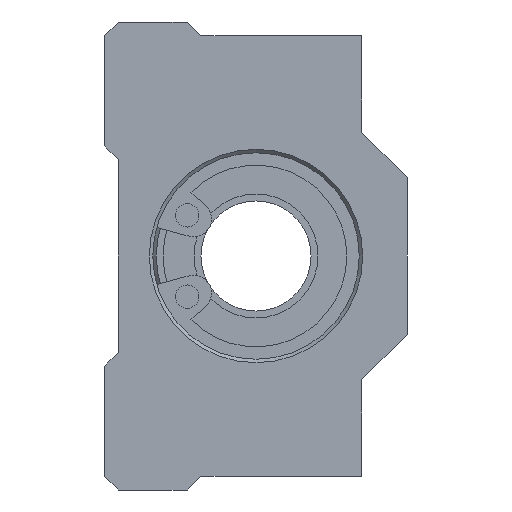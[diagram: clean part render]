
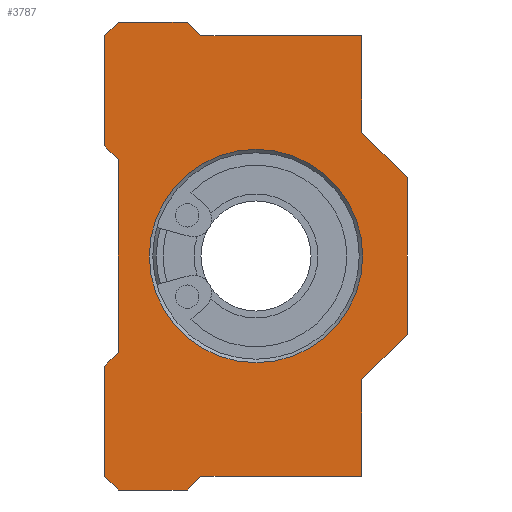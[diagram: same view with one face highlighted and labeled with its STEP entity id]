
A CAD part, left-side view. The second image highlights one B-rep face of the part: STEP entity #3787.
In plain terms, the highlighted planar face has unit normal (-1, 0, 0).
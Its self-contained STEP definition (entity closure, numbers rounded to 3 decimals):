
#283=FACE_BOUND('',#898,.T.);
#323=PLANE('',#4144);
#670=FACE_OUTER_BOUND('',#897,.T.);
#897=EDGE_LOOP('',(#3422,#3423,#3424,#3425,#3426,#3427,#3428,#3429,#3430,
#3431,#3432,#3433,#3434,#3435,#3436,#3437,#3438,#3439));
#898=EDGE_LOOP('',(#3440));
#1106=LINE('',#12758,#1331);
#1107=LINE('',#12760,#1332);
#1108=LINE('',#12762,#1333);
#1109=LINE('',#12764,#1334);
#1110=LINE('',#12766,#1335);
#1111=LINE('',#12768,#1336);
#1112=LINE('',#12770,#1337);
#1113=LINE('',#12772,#1338);
#1114=LINE('',#12774,#1339);
#1115=LINE('',#12776,#1340);
#1116=LINE('',#12778,#1341);
#1117=LINE('',#12780,#1342);
#1118=LINE('',#12782,#1343);
#1119=LINE('',#12784,#1344);
#1120=LINE('',#12786,#1345);
#1121=LINE('',#12788,#1346);
#1122=LINE('',#12790,#1347);
#1123=LINE('',#12791,#1348);
#1331=VECTOR('',#4940,10.);
#1332=VECTOR('',#4941,10.);
#1333=VECTOR('',#4942,10.);
#1334=VECTOR('',#4943,10.);
#1335=VECTOR('',#4944,10.);
#1336=VECTOR('',#4945,10.);
#1337=VECTOR('',#4946,10.);
#1338=VECTOR('',#4947,10.);
#1339=VECTOR('',#4948,10.);
#1340=VECTOR('',#4949,10.);
#1341=VECTOR('',#4950,10.);
#1342=VECTOR('',#4951,10.);
#1343=VECTOR('',#4952,10.);
#1344=VECTOR('',#4953,10.);
#1345=VECTOR('',#4954,10.);
#1346=VECTOR('',#4955,10.);
#1347=VECTOR('',#4956,10.);
#1348=VECTOR('',#4957,10.);
#1501=CIRCLE('',#4140,7.75);
#1843=VERTEX_POINT('',#12746);
#1846=VERTEX_POINT('',#12756);
#1847=VERTEX_POINT('',#12757);
#1848=VERTEX_POINT('',#12759);
#1849=VERTEX_POINT('',#12761);
#1850=VERTEX_POINT('',#12763);
#1851=VERTEX_POINT('',#12765);
#1852=VERTEX_POINT('',#12767);
#1853=VERTEX_POINT('',#12769);
#1854=VERTEX_POINT('',#12771);
#1855=VERTEX_POINT('',#12773);
#1856=VERTEX_POINT('',#12775);
#1857=VERTEX_POINT('',#12777);
#1858=VERTEX_POINT('',#12779);
#1859=VERTEX_POINT('',#12781);
#1860=VERTEX_POINT('',#12783);
#1861=VERTEX_POINT('',#12785);
#1862=VERTEX_POINT('',#12787);
#1863=VERTEX_POINT('',#12789);
#2386=EDGE_CURVE('',#1843,#1843,#1501,.T.);
#2390=EDGE_CURVE('',#1846,#1847,#1106,.T.);
#2391=EDGE_CURVE('',#1847,#1848,#1107,.T.);
#2392=EDGE_CURVE('',#1848,#1849,#1108,.T.);
#2393=EDGE_CURVE('',#1849,#1850,#1109,.T.);
#2394=EDGE_CURVE('',#1850,#1851,#1110,.T.);
#2395=EDGE_CURVE('',#1851,#1852,#1111,.T.);
#2396=EDGE_CURVE('',#1852,#1853,#1112,.T.);
#2397=EDGE_CURVE('',#1853,#1854,#1113,.T.);
#2398=EDGE_CURVE('',#1854,#1855,#1114,.T.);
#2399=EDGE_CURVE('',#1855,#1856,#1115,.T.);
#2400=EDGE_CURVE('',#1856,#1857,#1116,.T.);
#2401=EDGE_CURVE('',#1857,#1858,#1117,.T.);
#2402=EDGE_CURVE('',#1858,#1859,#1118,.T.);
#2403=EDGE_CURVE('',#1859,#1860,#1119,.T.);
#2404=EDGE_CURVE('',#1860,#1861,#1120,.T.);
#2405=EDGE_CURVE('',#1861,#1862,#1121,.T.);
#2406=EDGE_CURVE('',#1862,#1863,#1122,.T.);
#2407=EDGE_CURVE('',#1863,#1846,#1123,.T.);
#3422=ORIENTED_EDGE('',*,*,#2390,.T.);
#3423=ORIENTED_EDGE('',*,*,#2391,.T.);
#3424=ORIENTED_EDGE('',*,*,#2392,.T.);
#3425=ORIENTED_EDGE('',*,*,#2393,.T.);
#3426=ORIENTED_EDGE('',*,*,#2394,.T.);
#3427=ORIENTED_EDGE('',*,*,#2395,.T.);
#3428=ORIENTED_EDGE('',*,*,#2396,.T.);
#3429=ORIENTED_EDGE('',*,*,#2397,.T.);
#3430=ORIENTED_EDGE('',*,*,#2398,.T.);
#3431=ORIENTED_EDGE('',*,*,#2399,.T.);
#3432=ORIENTED_EDGE('',*,*,#2400,.T.);
#3433=ORIENTED_EDGE('',*,*,#2401,.T.);
#3434=ORIENTED_EDGE('',*,*,#2402,.T.);
#3435=ORIENTED_EDGE('',*,*,#2403,.T.);
#3436=ORIENTED_EDGE('',*,*,#2404,.T.);
#3437=ORIENTED_EDGE('',*,*,#2405,.T.);
#3438=ORIENTED_EDGE('',*,*,#2406,.T.);
#3439=ORIENTED_EDGE('',*,*,#2407,.T.);
#3440=ORIENTED_EDGE('',*,*,#2386,.F.);
#3787=ADVANCED_FACE('',(#670,#283),#323,.F.);
#4140=AXIS2_PLACEMENT_3D('',#12748,#4929,#4930);
#4144=AXIS2_PLACEMENT_3D('',#12755,#4938,#4939);
#4929=DIRECTION('center_axis',(-1.,0.,0.));
#4930=DIRECTION('ref_axis',(0.,0.,-1.));
#4938=DIRECTION('center_axis',(1.,0.,0.));
#4939=DIRECTION('ref_axis',(0.,0.,-1.));
#4940=DIRECTION('',(0.,0.,-1.));
#4941=DIRECTION('',(0.,-0.707,-0.707));
#4942=DIRECTION('',(0.,-1.,0.));
#4943=DIRECTION('',(0.,-0.707,0.707));
#4944=DIRECTION('',(0.,-1.,0.));
#4945=DIRECTION('',(0.,0.,1.));
#4946=DIRECTION('',(0.,-0.707,0.707));
#4947=DIRECTION('',(0.,0.,1.));
#4948=DIRECTION('',(0.,0.707,0.707));
#4949=DIRECTION('',(0.,0.,1.));
#4950=DIRECTION('',(0.,1.,0.));
#4951=DIRECTION('',(0.,0.707,0.707));
#4952=DIRECTION('',(0.,1.,0.));
#4953=DIRECTION('',(0.,0.707,-0.707));
#4954=DIRECTION('',(0.,0.,-1.));
#4955=DIRECTION('',(0.,-0.707,-0.707));
#4956=DIRECTION('',(0.,0.,-1.));
#4957=DIRECTION('',(0.,0.707,-0.707));
#12746=CARTESIAN_POINT('',(0.,-10.,-9.25));
#12748=CARTESIAN_POINT('Origin',(0.,-10.,-17.));
#12755=CARTESIAN_POINT('Origin',(0.,-10.,-17.));
#12756=CARTESIAN_POINT('',(0.,1.,-25.));
#12757=CARTESIAN_POINT('',(0.,1.,-33.));
#12758=CARTESIAN_POINT('',(0.,1.,-25.));
#12759=CARTESIAN_POINT('',(0.,0.,-34.));
#12760=CARTESIAN_POINT('',(0.,1.,-33.));
#12761=CARTESIAN_POINT('',(0.,-5.,-34.));
#12762=CARTESIAN_POINT('',(0.,0.,-34.));
#12763=CARTESIAN_POINT('',(0.,-6.,-33.));
#12764=CARTESIAN_POINT('',(0.,-5.,-34.));
#12765=CARTESIAN_POINT('',(0.,-17.674,-33.));
#12766=CARTESIAN_POINT('',(0.,-6.,-33.));
#12767=CARTESIAN_POINT('',(0.,-17.674,-26.));
#12768=CARTESIAN_POINT('',(0.,-17.674,-33.));
#12769=CARTESIAN_POINT('',(0.,-21.,-22.674));
#12770=CARTESIAN_POINT('',(0.,-17.674,-26.));
#12771=CARTESIAN_POINT('',(0.,-21.,-11.326));
#12772=CARTESIAN_POINT('',(0.,-21.,-22.674));
#12773=CARTESIAN_POINT('',(0.,-17.674,-8.));
#12774=CARTESIAN_POINT('',(0.,-21.,-11.326));
#12775=CARTESIAN_POINT('',(0.,-17.674,-1.));
#12776=CARTESIAN_POINT('',(0.,-17.674,-8.));
#12777=CARTESIAN_POINT('',(0.,-6.,-1.));
#12778=CARTESIAN_POINT('',(0.,-17.674,-1.));
#12779=CARTESIAN_POINT('',(0.,-5.,0.));
#12780=CARTESIAN_POINT('',(0.,-6.,-1.));
#12781=CARTESIAN_POINT('',(0.,0.,0.));
#12782=CARTESIAN_POINT('',(0.,-5.,0.));
#12783=CARTESIAN_POINT('',(0.,1.,-1.));
#12784=CARTESIAN_POINT('',(0.,0.,0.));
#12785=CARTESIAN_POINT('',(0.,1.,-9.));
#12786=CARTESIAN_POINT('',(0.,1.,-1.));
#12787=CARTESIAN_POINT('',(0.,0.,-10.));
#12788=CARTESIAN_POINT('',(0.,1.,-9.));
#12789=CARTESIAN_POINT('',(0.,0.,-24.));
#12790=CARTESIAN_POINT('',(0.,0.,0.));
#12791=CARTESIAN_POINT('',(0.,0.,-24.));
